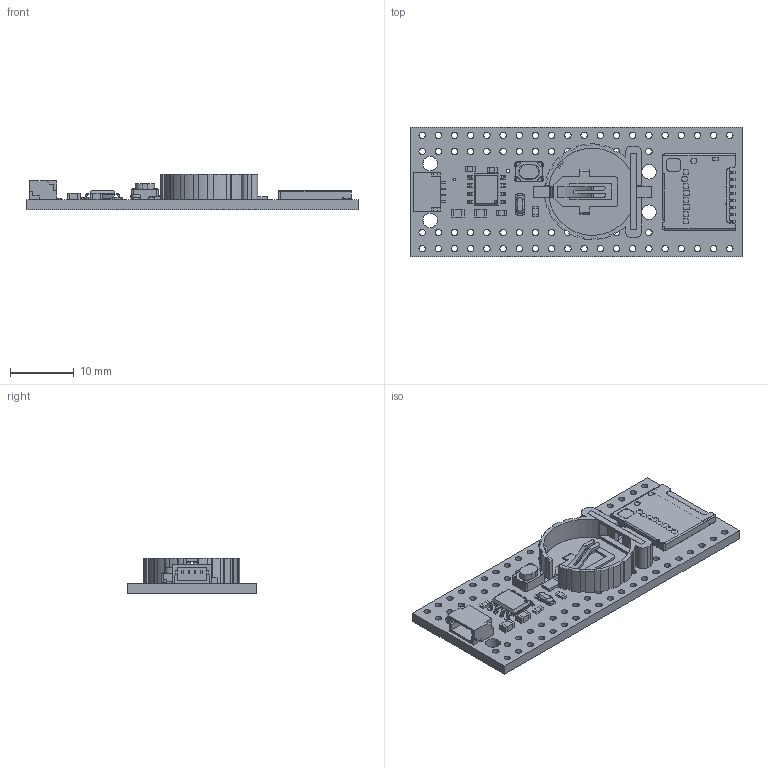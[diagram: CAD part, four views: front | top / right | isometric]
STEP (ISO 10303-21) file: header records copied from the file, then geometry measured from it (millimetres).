
FILE_DESCRIPTION(/* description */ (''),/* implementation_level */ '2;1');
FILE_NAME(/* name */ 'PCB Component.step',/* time_stamp */ '2025-09-30T15:20:59-04:00',/* author */ (''),/* organization */ (''),/* preprocessor_version */ 'ST-DEVELOPER v20.1',/* originating_system */ 'Autodesk Translation Framework v14.17.0.0',/* authorisation */ '');
FILE_SCHEMA (('AUTOMOTIVE_DESIGN { 1 0 10303 214 3 1 1 }'));
Length unit declared in the file: millimetre
Products named in the file (10): PCB Component; Board; STEMMA_I2C_QT; MICROSD; 32.768; 10K; 10uF; CR1220; RTC_PCF8523/T; tact
Assembly tree (13 placements, depth 2):
  PCB Component
    Board
    STEMMA_I2C_QT
    MICROSD
    32.768
    10K  x4
    10uF  x2
    CR1220
    RTC_PCF8523/T
    tact
Bounding box: 52.07 x 20.32 x 5.57 mm (x, y, z)
Volume: 2054.3 mm3; surface area: 4446.7 mm2
Topology: 24 solids, 24 shells, 1281 faces, 3471 edges, 2250 vertices
Faces by surface type: plane 827, cylinder 412, sphere 25, torus 10, cone 5, bspline 2
Full cylindrical faces by diameter (mm): 0.3 x6, 0.39 x1, 0.394 x8, 0.5 x16, 1 x71, 1.3 x1, 1.5 x2, 2.286 x4
Entity records: 39458 total; most frequent: CARTESIAN_POINT 6850, DIRECTION 6642, ORIENTED_EDGE 6604, EDGE_CURVE 3302, LINE 2428, VECTOR 2428, VERTEX_POINT 2154, AXIS2_PLACEMENT_3D 2107
